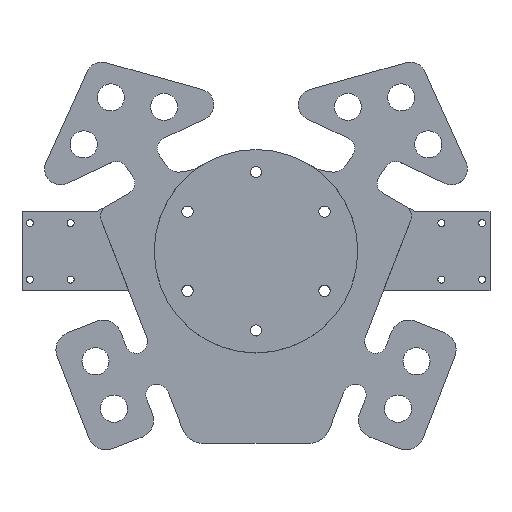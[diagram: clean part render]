
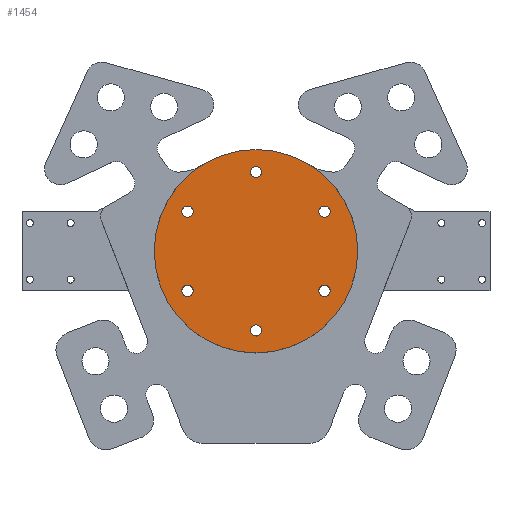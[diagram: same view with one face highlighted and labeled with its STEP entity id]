
A CAD part, top view. The second image highlights one B-rep face of the part: STEP entity #1454.
In plain terms, the highlighted planar face has unit normal (0, 0, 1).
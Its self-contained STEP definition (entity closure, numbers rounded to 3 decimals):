
#38 = DIRECTION ( 'NONE',  ( 0., 0., -1. ) ) ;
#47 = CARTESIAN_POINT ( 'NONE',  ( 27.811, 42.5, 22.5 ) ) ;
#58 = VERTEX_POINT ( 'NONE', #3549 ) ;
#78 = CARTESIAN_POINT ( 'NONE',  ( -2.5, -10., 22.5 ) ) ;
#106 = DIRECTION ( 'NONE',  ( 0., 0., 1. ) ) ;
#165 = CARTESIAN_POINT ( 'NONE',  ( 0., 60., 22.5 ) ) ;
#175 = AXIS2_PLACEMENT_3D ( 'NONE', #4603, #4998, #3734 ) ;
#182 = DIRECTION ( 'NONE',  ( 1., 0., 0. ) ) ;
#197 = DIRECTION ( 'NONE',  ( 0., 0., -1. ) ) ;
#287 = CIRCLE ( 'NONE', #2910, 2.5 ) ;
#405 = CARTESIAN_POINT ( 'NONE',  ( -27.811, 7.5, 22.5 ) ) ;
#430 = FACE_BOUND ( 'NONE', #3565, .T. ) ;
#485 = CIRCLE ( 'NONE', #2944, 45. ) ;
#497 = CIRCLE ( 'NONE', #2872, 2.5 ) ;
#533 = ORIENTED_EDGE ( 'NONE', *, *, #3403, .T. ) ;
#542 = DIRECTION ( 'NONE',  ( -1., 0., 0. ) ) ;
#678 = EDGE_CURVE ( 'NONE', #1385, #3739, #883, .T. ) ;
#692 = DIRECTION ( 'NONE',  ( -1., 0., 0. ) ) ;
#730 = CARTESIAN_POINT ( 'NONE',  ( -30.311, 42.5, 22.5 ) ) ;
#732 = AXIS2_PLACEMENT_3D ( 'NONE', #4179, #4535, #1436 ) ;
#738 = FACE_BOUND ( 'NONE', #1314, .T. ) ;
#743 = EDGE_CURVE ( 'NONE', #3364, #2714, #2108, .T. ) ;
#751 = CARTESIAN_POINT ( 'NONE',  ( 2.5, -10., 22.5 ) ) ;
#776 = DIRECTION ( 'NONE',  ( -1., 0., 0. ) ) ;
#883 = CIRCLE ( 'NONE', #3989, 2.5 ) ;
#909 = EDGE_CURVE ( 'NONE', #3999, #1449, #287, .T. ) ;
#978 = AXIS2_PLACEMENT_3D ( 'NONE', #4766, #38, #3925 ) ;
#1023 = VERTEX_POINT ( 'NONE', #47 ) ;
#1025 = EDGE_CURVE ( 'NONE', #1023, #58, #2973, .T. ) ;
#1036 = ORIENTED_EDGE ( 'NONE', *, *, #1037, .T. ) ;
#1037 = EDGE_CURVE ( 'NONE', #3302, #4079, #1818, .T. ) ;
#1130 = CARTESIAN_POINT ( 'NONE',  ( -30.311, 42.5, 22.5 ) ) ;
#1135 = DIRECTION ( 'NONE',  ( 0., 0., -1. ) ) ;
#1149 = CARTESIAN_POINT ( 'NONE',  ( -2.5, 60., 22.5 ) ) ;
#1166 = DIRECTION ( 'NONE',  ( 0., 0., -1. ) ) ;
#1193 = DIRECTION ( 'NONE',  ( -1., 0., 0. ) ) ;
#1225 = EDGE_LOOP ( 'NONE', ( #3390, #3249 ) ) ;
#1256 = FACE_OUTER_BOUND ( 'NONE', #4159, .T. ) ;
#1260 = ORIENTED_EDGE ( 'NONE', *, *, #2512, .T. ) ;
#1307 = FACE_BOUND ( 'NONE', #1225, .T. ) ;
#1314 = EDGE_LOOP ( 'NONE', ( #4706, #4964 ) ) ;
#1316 = CARTESIAN_POINT ( 'NONE',  ( -32.811, 42.5, 22.5 ) ) ;
#1359 = CARTESIAN_POINT ( 'NONE',  ( 0., 25., 22.5 ) ) ;
#1385 = VERTEX_POINT ( 'NONE', #405 ) ;
#1393 = CIRCLE ( 'NONE', #4249, 2.5 ) ;
#1432 = DIRECTION ( 'NONE',  ( -1., 0., 0. ) ) ;
#1436 = DIRECTION ( 'NONE',  ( -1., 0., 0. ) ) ;
#1441 = EDGE_LOOP ( 'NONE', ( #2354, #4592 ) ) ;
#1449 = VERTEX_POINT ( 'NONE', #78 ) ;
#1454 = ADVANCED_FACE ( 'NONE', ( #3967, #430, #738, #1307, #4373, #3684, #1256 ), #2838, .T. ) ;
#1461 = AXIS2_PLACEMENT_3D ( 'NONE', #4124, #1166, #1432 ) ;
#1475 = AXIS2_PLACEMENT_3D ( 'NONE', #1130, #1897, #692 ) ;
#1510 = EDGE_CURVE ( 'NONE', #1793, #1642, #3578, .T. ) ;
#1564 = CARTESIAN_POINT ( 'NONE',  ( 0., -10., 22.5 ) ) ;
#1595 = EDGE_CURVE ( 'NONE', #58, #1023, #2112, .T. ) ;
#1642 = VERTEX_POINT ( 'NONE', #2975 ) ;
#1727 = DIRECTION ( 'NONE',  ( -1., 0., 0. ) ) ;
#1754 = CARTESIAN_POINT ( 'NONE',  ( 2.5, 60., 22.5 ) ) ;
#1793 = VERTEX_POINT ( 'NONE', #4387 ) ;
#1818 = CIRCLE ( 'NONE', #4432, 2.5 ) ;
#1897 = DIRECTION ( 'NONE',  ( 0., 0., -1. ) ) ;
#1917 = VERTEX_POINT ( 'NONE', #1754 ) ;
#1940 = AXIS2_PLACEMENT_3D ( 'NONE', #3298, #106, #182 ) ;
#1999 = CARTESIAN_POINT ( 'NONE',  ( 0., 25., 22.5 ) ) ;
#2039 = CARTESIAN_POINT ( 'NONE',  ( -27.811, 42.5, 22.5 ) ) ;
#2066 = AXIS2_PLACEMENT_3D ( 'NONE', #3471, #5022, #1193 ) ;
#2069 = ORIENTED_EDGE ( 'NONE', *, *, #3000, .T. ) ;
#2108 = CIRCLE ( 'NONE', #4954, 2.5 ) ;
#2112 = CIRCLE ( 'NONE', #1461, 2.5 ) ;
#2119 = EDGE_CURVE ( 'NONE', #1449, #3999, #2535, .T. ) ;
#2163 = EDGE_LOOP ( 'NONE', ( #2742, #533 ) ) ;
#2193 = CARTESIAN_POINT ( 'NONE',  ( 30.311, 7.5, 22.5 ) ) ;
#2215 = ORIENTED_EDGE ( 'NONE', *, *, #1510, .T. ) ;
#2279 = AXIS2_PLACEMENT_3D ( 'NONE', #1359, #3321, #3632 ) ;
#2295 = CARTESIAN_POINT ( 'NONE',  ( 0., 60., 22.5 ) ) ;
#2354 = ORIENTED_EDGE ( 'NONE', *, *, #4374, .T. ) ;
#2383 = DIRECTION ( 'NONE',  ( 0., 0., -1. ) ) ;
#2386 = CIRCLE ( 'NONE', #175, 2.5 ) ;
#2452 = DIRECTION ( 'NONE',  ( 0., 0., -1. ) ) ;
#2512 = EDGE_CURVE ( 'NONE', #1642, #1793, #485, .T. ) ;
#2535 = CIRCLE ( 'NONE', #978, 2.5 ) ;
#2584 = DIRECTION ( 'NONE',  ( -1., 0., 0. ) ) ;
#2682 = EDGE_LOOP ( 'NONE', ( #3124, #3137 ) ) ;
#2703 = DIRECTION ( 'NONE',  ( -1., 0., 0. ) ) ;
#2714 = VERTEX_POINT ( 'NONE', #3609 ) ;
#2742 = ORIENTED_EDGE ( 'NONE', *, *, #743, .T. ) ;
#2838 = PLANE ( 'NONE',  #1940 ) ;
#2872 = AXIS2_PLACEMENT_3D ( 'NONE', #165, #3669, #1727 ) ;
#2910 = AXIS2_PLACEMENT_3D ( 'NONE', #1564, #3129, #3969 ) ;
#2944 = AXIS2_PLACEMENT_3D ( 'NONE', #1999, #3968, #4655 ) ;
#2973 = CIRCLE ( 'NONE', #2066, 2.5 ) ;
#2975 = CARTESIAN_POINT ( 'NONE',  ( 45., 25., 22.5 ) ) ;
#3000 = EDGE_CURVE ( 'NONE', #4079, #3302, #3434, .T. ) ;
#3124 = ORIENTED_EDGE ( 'NONE', *, *, #1025, .T. ) ;
#3129 = DIRECTION ( 'NONE',  ( 0., 0., -1. ) ) ;
#3137 = ORIENTED_EDGE ( 'NONE', *, *, #1595, .T. ) ;
#3249 = ORIENTED_EDGE ( 'NONE', *, *, #909, .T. ) ;
#3298 = CARTESIAN_POINT ( 'NONE',  ( 0., 25., 22.5 ) ) ;
#3302 = VERTEX_POINT ( 'NONE', #1316 ) ;
#3321 = DIRECTION ( 'NONE',  ( 0., 0., 1. ) ) ;
#3364 = VERTEX_POINT ( 'NONE', #5003 ) ;
#3390 = ORIENTED_EDGE ( 'NONE', *, *, #2119, .T. ) ;
#3403 = EDGE_CURVE ( 'NONE', #2714, #3364, #4337, .T. ) ;
#3434 = CIRCLE ( 'NONE', #1475, 2.5 ) ;
#3471 = CARTESIAN_POINT ( 'NONE',  ( 30.311, 42.5, 22.5 ) ) ;
#3549 = CARTESIAN_POINT ( 'NONE',  ( 32.811, 42.5, 22.5 ) ) ;
#3565 = EDGE_LOOP ( 'NONE', ( #1036, #2069 ) ) ;
#3571 = VERTEX_POINT ( 'NONE', #1149 ) ;
#3578 = CIRCLE ( 'NONE', #2279, 45. ) ;
#3609 = CARTESIAN_POINT ( 'NONE',  ( 32.811, 7.5, 22.5 ) ) ;
#3632 = DIRECTION ( 'NONE',  ( 1., 0., 0. ) ) ;
#3669 = DIRECTION ( 'NONE',  ( 0., 0., -1. ) ) ;
#3684 = FACE_BOUND ( 'NONE', #2682, .T. ) ;
#3734 = DIRECTION ( 'NONE',  ( -1., 0., 0. ) ) ;
#3739 = VERTEX_POINT ( 'NONE', #4833 ) ;
#3793 = EDGE_CURVE ( 'NONE', #3739, #1385, #2386, .T. ) ;
#3925 = DIRECTION ( 'NONE',  ( -1., 0., 0. ) ) ;
#3967 = FACE_BOUND ( 'NONE', #1441, .T. ) ;
#3968 = DIRECTION ( 'NONE',  ( 0., 0., 1. ) ) ;
#3969 = DIRECTION ( 'NONE',  ( -1., 0., 0. ) ) ;
#3989 = AXIS2_PLACEMENT_3D ( 'NONE', #4748, #2452, #542 ) ;
#3999 = VERTEX_POINT ( 'NONE', #751 ) ;
#4079 = VERTEX_POINT ( 'NONE', #2039 ) ;
#4124 = CARTESIAN_POINT ( 'NONE',  ( 30.311, 42.5, 22.5 ) ) ;
#4159 = EDGE_LOOP ( 'NONE', ( #1260, #2215 ) ) ;
#4179 = CARTESIAN_POINT ( 'NONE',  ( 30.311, 7.5, 22.5 ) ) ;
#4249 = AXIS2_PLACEMENT_3D ( 'NONE', #2295, #1135, #2703 ) ;
#4337 = CIRCLE ( 'NONE', #732, 2.5 ) ;
#4373 = FACE_BOUND ( 'NONE', #2163, .T. ) ;
#4374 = EDGE_CURVE ( 'NONE', #3571, #1917, #1393, .T. ) ;
#4387 = CARTESIAN_POINT ( 'NONE',  ( -45., 25., 22.5 ) ) ;
#4432 = AXIS2_PLACEMENT_3D ( 'NONE', #730, #2383, #776 ) ;
#4535 = DIRECTION ( 'NONE',  ( 0., 0., -1. ) ) ;
#4592 = ORIENTED_EDGE ( 'NONE', *, *, #4716, .T. ) ;
#4603 = CARTESIAN_POINT ( 'NONE',  ( -30.311, 7.5, 22.5 ) ) ;
#4655 = DIRECTION ( 'NONE',  ( 1., 0., 0. ) ) ;
#4706 = ORIENTED_EDGE ( 'NONE', *, *, #3793, .T. ) ;
#4716 = EDGE_CURVE ( 'NONE', #1917, #3571, #497, .T. ) ;
#4748 = CARTESIAN_POINT ( 'NONE',  ( -30.311, 7.5, 22.5 ) ) ;
#4766 = CARTESIAN_POINT ( 'NONE',  ( 0., -10., 22.5 ) ) ;
#4833 = CARTESIAN_POINT ( 'NONE',  ( -32.811, 7.5, 22.5 ) ) ;
#4954 = AXIS2_PLACEMENT_3D ( 'NONE', #2193, #197, #2584 ) ;
#4964 = ORIENTED_EDGE ( 'NONE', *, *, #678, .T. ) ;
#4998 = DIRECTION ( 'NONE',  ( 0., 0., -1. ) ) ;
#5003 = CARTESIAN_POINT ( 'NONE',  ( 27.811, 7.5, 22.5 ) ) ;
#5022 = DIRECTION ( 'NONE',  ( 0., 0., -1. ) ) ;
